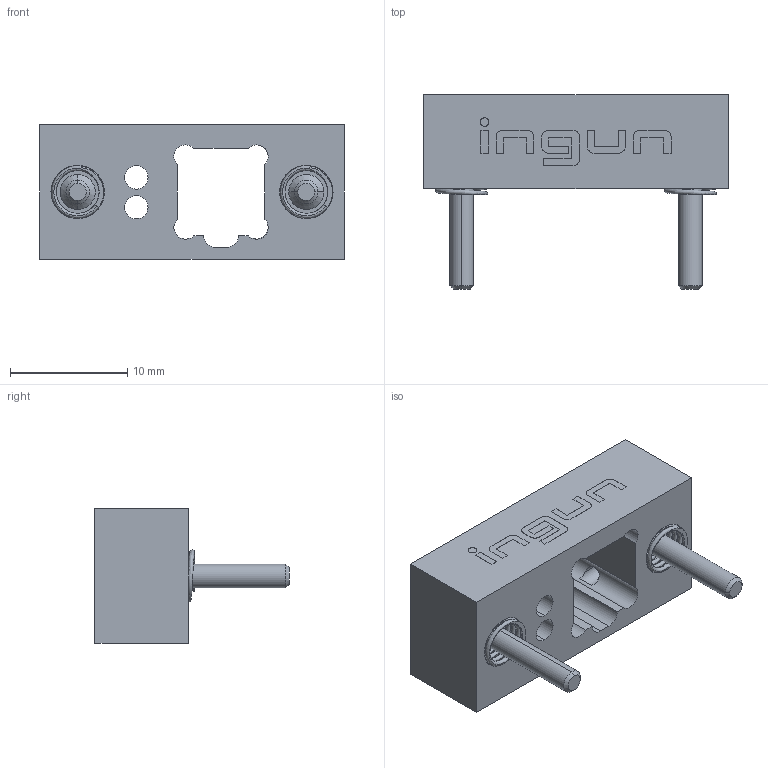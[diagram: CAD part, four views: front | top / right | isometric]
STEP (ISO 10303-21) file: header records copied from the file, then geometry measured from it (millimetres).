
FILE_DESCRIPTION (( 'STEP AP203' ), '1' );
FILE_NAME ('INGUN_HAS-819_V-4-2-80.STEP', '2022-05-09T06:04:57', ( 'ochi' ), ( '' ), 'SwSTEP 2.0', 'SolidWorks 2018', '' );
FILE_SCHEMA (( 'CONFIG_CONTROL_DESIGN' ));
Length unit declared in the file: millimetre
Products named in the file (1): INGUN_HAS-819_V-4-2-80
Bounding box: 26 x 16.55 x 11.5 mm (x, y, z)
Volume: 1761.3 mm3; surface area: 2084.8 mm2
Topology: 1 solids, 1 shells, 178 faces, 469 edges, 308 vertices
Faces by surface type: cylinder 88, plane 74, cone 12, bspline 4
Entity records: 8626 total; most frequent: CARTESIAN_POINT 3986, DIRECTION 995, ORIENTED_EDGE 938, EDGE_CURVE 469, AXIS2_PLACEMENT_3D 369, VERTEX_POINT 308, VECTOR 257, LINE 257
